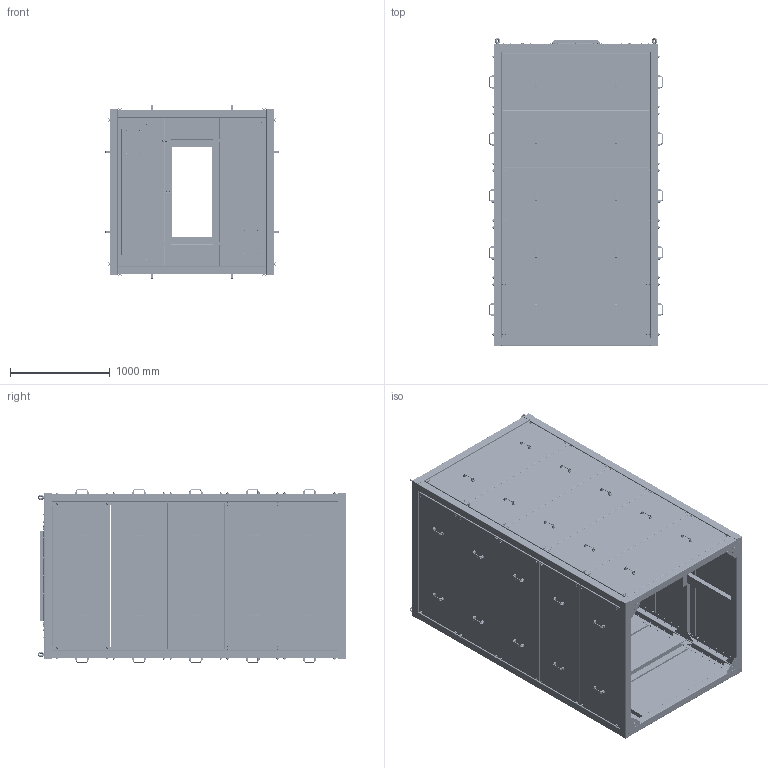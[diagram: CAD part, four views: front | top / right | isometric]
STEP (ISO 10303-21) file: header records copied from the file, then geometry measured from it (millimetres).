
FILE_DESCRIPTION (( 'STEP AP203' ), '1' );
FILE_NAME ('Âåñû áåç ïàíåëè.STEP', '2025-11-30T08:26:21', ( 'Ñåðãåé' ), ( '' ), 'SwSTEP 2.0', 'SolidWorks 2023', '' );
FILE_SCHEMA (( 'CONFIG_CONTROL_DESIGN' ));
Length unit declared in the file: millimetre
Products named in the file (57): ВБ2000-00.02.01.118; ВБ500-00.00.00.113; Болт М16х35 ГОСТ7798-70; БолтМ10х35 ГОСТ7796; ВБ500-00.00.00.116; ВБ500-00.02.02.000; Шайба 8 ГОСТ6402; Рым гайка  М16; Шайба 10 ГОСТ11371; Гайка барашек М8Х1.25; ВБ500-00.10.02.101; ВБ500-00.02.01.113; Шплинт 2,5х18 ГОСТ 397-79; ВБ500-00.11.01.100_ВБ500-00.11.01.100; Болт М8х35 ГОСТ 7798-70; Гайка M10 ГОСТ5915; ВБ2000-00.02.01.104; ВБ500-00.02.01.101; ВБ2000-00.02.01.100; Болт М10х30 ГОСТ 7798-70; ВБ500-00.02.01.105; ВБ500-00.02.01.112_2300; ВБ500-00.02.01.108_2300; ВБ500-00.10.02.100; Болт М8х20 ГОСТ 7798-70; Болт М10х100 ГОСТ 7798; ВБ500-00.00.00.115; Болт M8x30 ГОСТ7796-70; Шайба 10 ГОСТ6402; ВБ500-00.02.01.102; ВБ500-00.02.01.110; ВБ500-00.02.02.100; ОШ-00.01.00.106; ВБ500-00.02.01.116; Шайба 8 ГОСТ 6958-78; ВБ500-00.02.01.107_2300; ВБ500-00.11.01.000; Шайба 16 ГОСТ6402; Гайка М8 ГОСТ 5915-70; ВБ2000-00.02.01.103 ...
Assembly tree (627 placements, depth 4):
  Весы без панели
    ВБ2000-00.02.01.000
      ВБ500-00.02.02.000  x2
        ВБ500-00.02.01.117_558
        ВБ500-00.02.02.100
        Гайка M10 ГОСТ5915
      ВБ2000-00.02.01.100  x4
      ВБ500-00.02.01.101  x4
      ВБ500-00.02.01.102  x2
      ВБ2000-00.02.01.103  x2
      ВБ2000-00.02.01.104  x2
      ВБ500-00.02.01.105  x2
      ВБ500-00.02.01.120_2300
      ВБ500-00.02.01.108_2300  x3
      ВБ500-00.02.01.110
      ВБ500-00.02.01.111  x2
      ВБ500-00.02.01.107_2300  x2
      ВБ500-00.02.01.112_2300  x3
      ВБ500-00.02.01.113  x2
      ВБ500-00.02.01.114  x4
      ВБ500-00.02.01.115_1490  x2
      Гайка M10 ГОСТ5915  x28
      ВБ500-00.02.01.116  x2
      ВБ2000-00.02.01.118  x4
      ВБ500-00.02.01.119  x4
      Болт М8х35 ГОСТ 7798-70  x104
      Гайка М8 ГОСТ 5915-70  x8
      ВБ500-00.02.01.121  x28
      ВБ500-00.02.01.122  x4
      ОШ-00.01.00.106  x4
      Зеркально отразитьВБ2000-00.02.01.118  x4
    ВБ500-00.11.01.000  x2
      ВБ500-00.00.00.115
      Гайка М8 ГОСТ 5915-70
    ВБ500-00.10.02.000
      ВБ500-00.10.02.100  x2
      ВБ500-00.10.02.101  x2
    Шплинт 2,5х18 ГОСТ 397-79
    Шайба 12 ГОСТ 11371-78_Шайба 12.01.016 ГОСТ 11371-78  x2
    Рым гайка  М16  x4
    ВБ500-00.00.00.113  x2
    БолтМ10х35 ГОСТ7796  x15
    Шайба 10 ГОСТ11371  x31
    Шайба 10 ГОСТ6402  x19
    Болт М10х100 ГОСТ 7798  x16
    ВБ500-00.11.01.100_ВБ500-00.11.01.100  x20
    ВБ500-00.00.00.116  x2
    Гайка барашек М8Х1.25  x80
    Гайка М8 ГОСТ 5915-70
    Шайба 8 ГОСТ 6958-78  x82
    Болт М8х20 ГОСТ 7798-70  x4
    Шайба 8 ГОСТ6402  x18
    Ручка №45 145-122  x40
    Болт M8x30 ГОСТ7796-70  x16
    ОШ-00.01.00.107  x2
    Болт М10х30 ГОСТ 7798-70  x4
    Болт М16х35 ГОСТ7798-70  x4
    Шайба 16 ГОСТ11371-78  x4
    Шайба 16 ГОСТ6402  x4
    Заглушка 80х80  x4
Bounding box: 1732.55 x 3079.92 x 1732.55 mm (x, y, z)
Volume: 66157170.4 mm3; surface area: 65075087.9 mm2
Topology: 644 solids, 644 shells, 15709 faces, 37701 edges, 23679 vertices
Faces by surface type: plane 7112, cylinder 5429, cone 2482, torus 678, bspline 8
Entity records: 67802 total; most frequent: CARTESIAN_POINT 12283, DIRECTION 8042, ORIENTED_EDGE 6350, EDGE_CURVE 3175, AXIS2_PLACEMENT_3D 3107, VERTEX_POINT 2007, VECTOR 1828, LINE 1828
